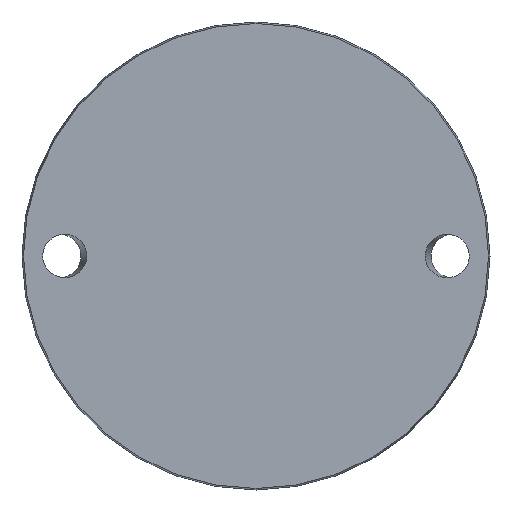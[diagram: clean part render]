
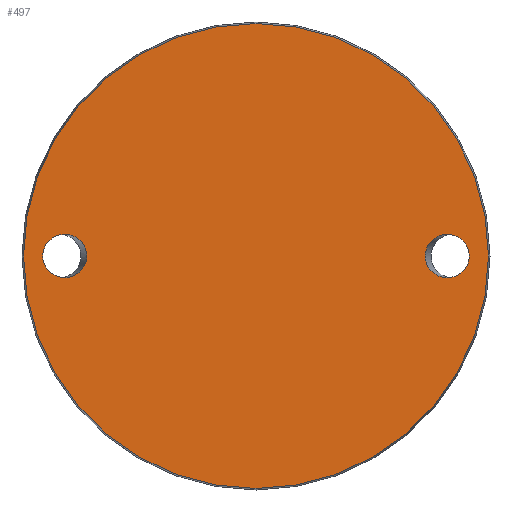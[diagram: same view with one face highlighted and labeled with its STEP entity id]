
A CAD part, front view. The second image highlights one B-rep face of the part: STEP entity #497.
In plain terms, the highlighted planar face has unit normal (0, -1, 0).
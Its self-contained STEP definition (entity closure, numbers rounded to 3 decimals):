
#31 = EDGE_CURVE ( 'NONE', #934, #934, #995, .T. ) ;
#32 = ORIENTED_EDGE ( 'NONE', *, *, #313, .T. ) ;
#47 = EDGE_LOOP ( 'NONE', ( #186 ) ) ;
#53 = DIRECTION ( 'NONE',  ( 0., 0., -1. ) ) ;
#102 = AXIS2_PLACEMENT_3D ( 'NONE', #285, #948, #308 ) ;
#108 = CARTESIAN_POINT ( 'NONE',  ( 81.115, 0., 16.5 ) ) ;
#155 = CARTESIAN_POINT ( 'NONE',  ( -81.115, 0., 0. ) ) ;
#168 =( BOUNDED_CURVE ( )  B_SPLINE_CURVE ( 3, ( #763, #992, #923, #200, #108, #672, #270 ),
 .UNSPECIFIED., .T., .F. ) 
 B_SPLINE_CURVE_WITH_KNOTS ( ( 4, 3, 4 ),
 ( 0., 3.142, 6.283 ),
 .UNSPECIFIED. ) 
 CURVE ( )  GEOMETRIC_REPRESENTATION_ITEM ( )  RATIONAL_B_SPLINE_CURVE ( ( 1., 0.333, 0.333, 1., 0.333, 0.333, 1. ) ) 
 REPRESENTATION_ITEM ( '' )  );
#181 = CARTESIAN_POINT ( 'NONE',  ( -64.385, 0., 16.5 ) ) ;
#186 = ORIENTED_EDGE ( 'NONE', *, *, #31, .T. ) ;
#200 = CARTESIAN_POINT ( 'NONE',  ( 81.115, 0., 0. ) ) ;
#212 = CARTESIAN_POINT ( 'NONE',  ( 0., 0., -88.425 ) ) ;
#270 = CARTESIAN_POINT ( 'NONE',  ( 64.385, 0., 0. ) ) ;
#281 = CARTESIAN_POINT ( 'NONE',  ( -81.115, 0., -16.5 ) ) ;
#285 = CARTESIAN_POINT ( 'NONE',  ( -88.425, 0., 0. ) ) ;
#308 = DIRECTION ( 'NONE',  ( 0., 0., 1. ) ) ;
#312 = PLANE ( 'NONE',  #102 ) ;
#313 = EDGE_CURVE ( 'NONE', #632, #632, #369, .T. ) ;
#354 = CARTESIAN_POINT ( 'NONE',  ( -81.115, 0., 0. ) ) ;
#369 =( BOUNDED_CURVE ( )  B_SPLINE_CURVE ( 3, ( #354, #978, #181, #686, #494, #281, #602 ),
 .UNSPECIFIED., .T., .T. ) 
 B_SPLINE_CURVE_WITH_KNOTS ( ( 4, 3, 4 ),
 ( 0., 3.142, 6.283 ),
 .UNSPECIFIED. ) 
 CURVE ( )  GEOMETRIC_REPRESENTATION_ITEM ( )  RATIONAL_B_SPLINE_CURVE ( ( 1., 0.333, 0.333, 1., 0.333, 0.333, 1. ) ) 
 REPRESENTATION_ITEM ( '' )  );
#449 = EDGE_CURVE ( 'NONE', #871, #871, #168, .T. ) ;
#494 = CARTESIAN_POINT ( 'NONE',  ( -64.385, 0., -16.5 ) ) ;
#497 = ADVANCED_FACE ( 'NONE', ( #725, #890, #690 ), #312, .F. ) ;
#602 = CARTESIAN_POINT ( 'NONE',  ( -81.115, 0., 0. ) ) ;
#632 = VERTEX_POINT ( 'NONE', #155 ) ;
#672 = CARTESIAN_POINT ( 'NONE',  ( 64.385, 0., 16.5 ) ) ;
#686 = CARTESIAN_POINT ( 'NONE',  ( -64.385, 0., 0. ) ) ;
#690 = FACE_OUTER_BOUND ( 'NONE', #47, .T. ) ;
#696 = DIRECTION ( 'NONE',  ( 0., -1., 0. ) ) ;
#725 = FACE_BOUND ( 'NONE', #985, .T. ) ;
#763 = CARTESIAN_POINT ( 'NONE',  ( 64.385, 0., 0. ) ) ;
#792 = CARTESIAN_POINT ( 'NONE',  ( 64.385, 0., 0. ) ) ;
#871 = VERTEX_POINT ( 'NONE', #792 ) ;
#890 = FACE_BOUND ( 'NONE', #1005, .T. ) ;
#901 = AXIS2_PLACEMENT_3D ( 'NONE', #1019, #696, #53 ) ;
#918 = ORIENTED_EDGE ( 'NONE', *, *, #449, .F. ) ;
#923 = CARTESIAN_POINT ( 'NONE',  ( 81.115, 0., -16.5 ) ) ;
#934 = VERTEX_POINT ( 'NONE', #212 ) ;
#948 = DIRECTION ( 'NONE',  ( 0., 1., 0. ) ) ;
#978 = CARTESIAN_POINT ( 'NONE',  ( -81.115, 0., 16.5 ) ) ;
#985 = EDGE_LOOP ( 'NONE', ( #32 ) ) ;
#992 = CARTESIAN_POINT ( 'NONE',  ( 64.385, 0., -16.5 ) ) ;
#995 = CIRCLE ( 'NONE', #901, 88.425 ) ;
#1005 = EDGE_LOOP ( 'NONE', ( #918 ) ) ;
#1019 = CARTESIAN_POINT ( 'NONE',  ( 0., 0., 0. ) ) ;
